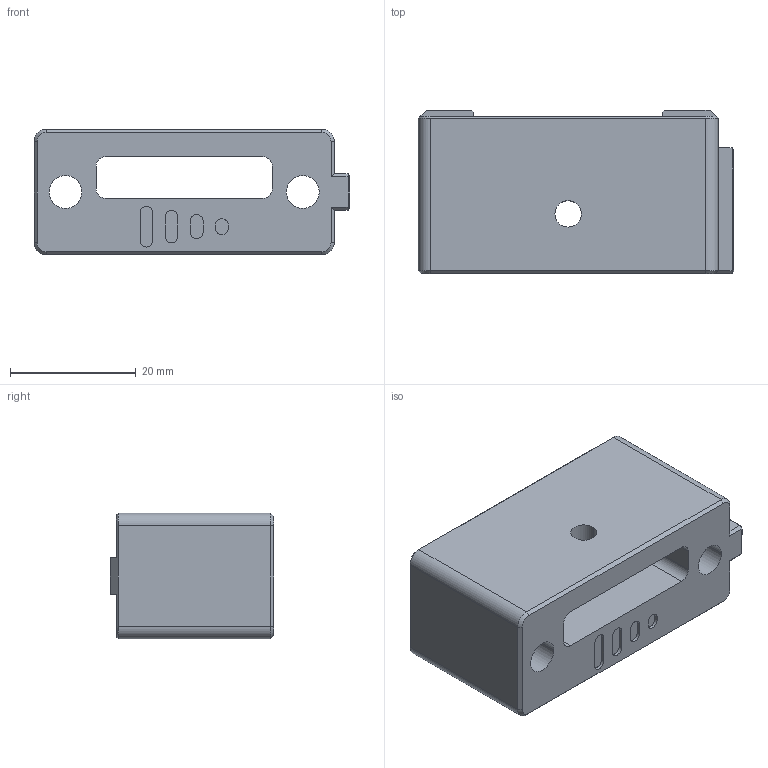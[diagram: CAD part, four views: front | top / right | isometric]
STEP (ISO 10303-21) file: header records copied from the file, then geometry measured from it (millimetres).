
FILE_DESCRIPTION (( 'STEP AP214' ), '1' );
FILE_NAME ('3010190152 免工具Z张紧A 50x26x20黑色铝合金.STEP', '2022-07-06T03:23:26', ( 'Windows User' ), ( 'P R C' ), 'SwSTEP 2.0', 'SolidWorks 2022', '' );
FILE_SCHEMA (( 'AUTOMOTIVE_DESIGN' ));
Length unit declared in the file: millimetre
Products named in the file (1): 3010190152 免工具Z张紧A 50x26x20黑色铝合金
Bounding box: 50.2 x 26 x 20 mm (x, y, z)
Volume: 13475.8 mm3; surface area: 7506 mm2
Topology: 1 solids, 1 shells, 103 faces, 266 edges, 168 vertices
Faces by surface type: plane 65, cylinder 28, cone 10
Entity records: 4013 total; most frequent: CARTESIAN_POINT 584, DIRECTION 532, ORIENTED_EDGE 532, EDGE_CURVE 266, VECTOR 196, LINE 196, VERTEX_POINT 168, AXIS2_PLACEMENT_3D 168
